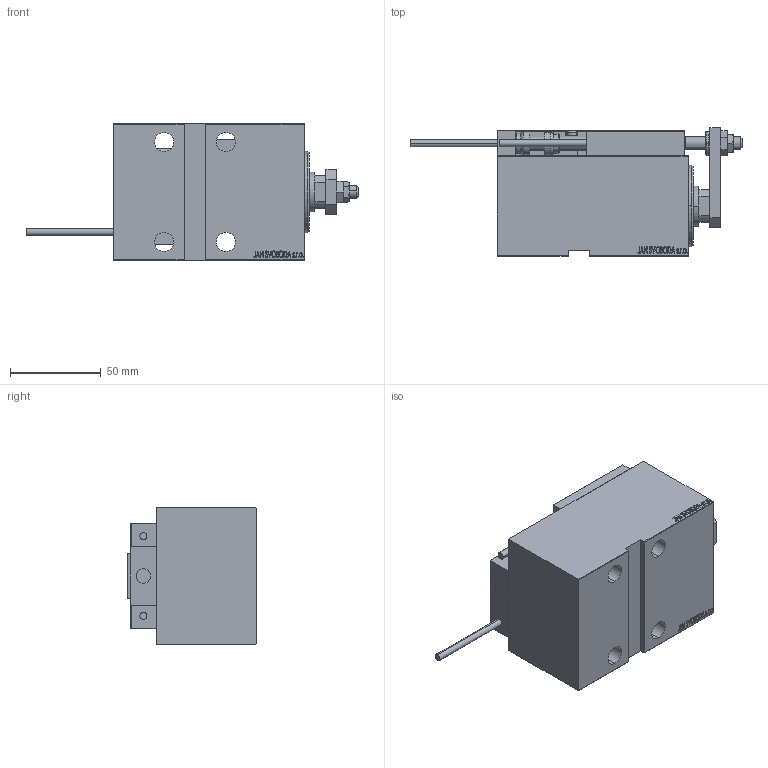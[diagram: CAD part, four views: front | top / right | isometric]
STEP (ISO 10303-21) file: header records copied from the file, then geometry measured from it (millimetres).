
FILE_DESCRIPTION (( 'STEP AP203' ), '1' );
FILE_NAME ('ce9d.STEP', '2021-03-19T01:30:25', ( '' ), ( '' ), 'SwSTEP 2.0', 'SolidWorks 2019', '' );
FILE_SCHEMA (( 'CONFIG_CONTROL_DESIGN' ));
Length unit declared in the file: millimetre
Products named in the file (16): V450CM_E_VCP 8ee3cb5598fb82a335d90995a62ecaad; NUT_D12 8ee3cb5598fb82a335d90995a62ecaad; SWITCH X 8ee3cb5598fb82a335d90995a62ecaad; ALLEN BOLT D5 8ee3cb5598fb82a335d90995a62ecaad; ce9d; Block 8ee3cb5598fb82a335d90995a62ecaad; MAGNET 8ee3cb5598fb82a335d90995a62ecaad; NUT_D10 8ee3cb5598fb82a335d90995a62ecaad; TYC_L79 8ee3cb5598fb82a335d90995a62ecaad; ZARAZKA 8ee3cb5598fb82a335d90995a62ecaad; ALLEN BOLT D8 8ee3cb5598fb82a335d90995a62ecaad; SWITCH_X_FRONT_BACK 8ee3cb5598fb82a335d90995a62ecaad; V450CM_E 8ee3cb5598fb82a335d90995a62ecaad; KONCOVKA 8ee3cb5598fb82a335d90995a62ecaad; SWITCH DIM B,W 8ee3cb5598fb82a335d90995a62ecaad; V450CM_VC_B 8ee3cb5598fb82a335d90995a62ecaad
Assembly tree (25 placements, depth 3):
  ce9d
    V450CM_E 8ee3cb5598fb82a335d90995a62ecaad
    V450CM_E_VCP 8ee3cb5598fb82a335d90995a62ecaad
    V450CM_VC_B 8ee3cb5598fb82a335d90995a62ecaad
    SWITCH X 8ee3cb5598fb82a335d90995a62ecaad
      SWITCH_X_FRONT_BACK 8ee3cb5598fb82a335d90995a62ecaad  x2
      TYC_L79 8ee3cb5598fb82a335d90995a62ecaad
      Block 8ee3cb5598fb82a335d90995a62ecaad  x2
      ALLEN BOLT D5 8ee3cb5598fb82a335d90995a62ecaad  x4
      ALLEN BOLT D8 8ee3cb5598fb82a335d90995a62ecaad  x4
      MAGNET 8ee3cb5598fb82a335d90995a62ecaad  x2
      KONCOVKA 8ee3cb5598fb82a335d90995a62ecaad  x2
    SWITCH DIM B,W 8ee3cb5598fb82a335d90995a62ecaad
    ZARAZKA 8ee3cb5598fb82a335d90995a62ecaad
    NUT_D10 8ee3cb5598fb82a335d90995a62ecaad
    NUT_D12 8ee3cb5598fb82a335d90995a62ecaad
Bounding box: 182.7 x 70.5 x 75 mm (x, y, z)
Volume: 433076.6 mm3; surface area: 94940.7 mm2
Topology: 24 solids, 24 shells, 1277 faces, 3064 edges, 1958 vertices
Faces by surface type: plane 566, bspline 380, cylinder 170, cone 113, torus 44, sphere 4
Entity records: 49601 total; most frequent: CARTESIAN_POINT 25345, ORIENTED_EDGE 5148, DIRECTION 3413, EDGE_CURVE 2574, VERTEX_POINT 1682, VECTOR 1497, LINE 1497, EDGE_LOOP 1180
